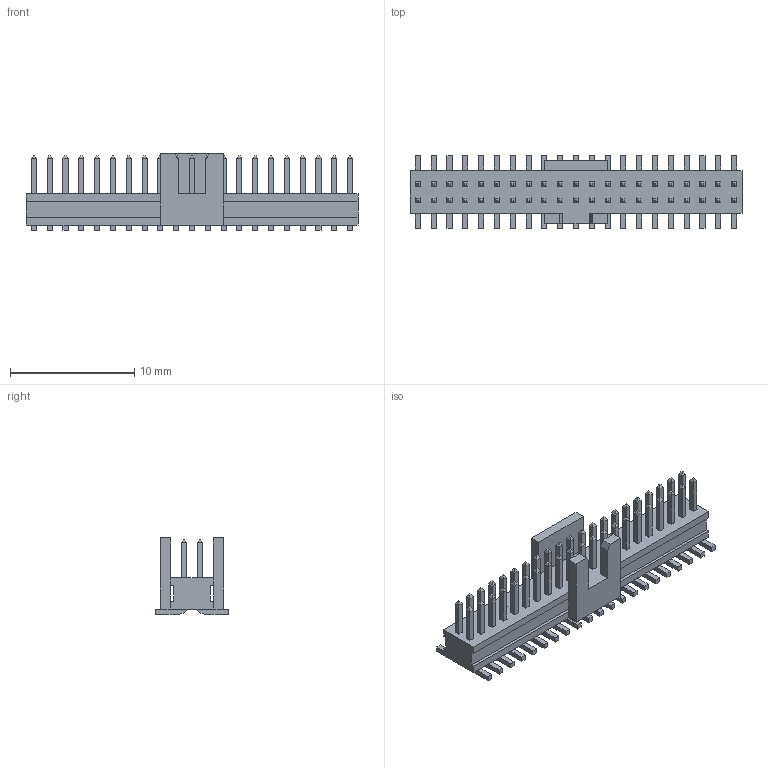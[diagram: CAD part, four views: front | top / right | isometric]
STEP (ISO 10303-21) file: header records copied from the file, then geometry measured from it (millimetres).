
FILE_DESCRIPTION(('FreeCAD Model'),'2;1');
FILE_NAME('Open CASCADE Shape Model','2025-02-16T20:01:07',(''),(''), 'Open CASCADE STEP processor 7.8','FreeCAD','Unknown');
FILE_SCHEMA(('AUTOMOTIVE_DESIGN { 1 0 10303 214 1 1 1 1 }'));
Length unit declared in the file: millimetre
Products named in the file (4): FTSH-121-01-L-DV-K; FTSH-121-01-L-DV-K_body; FTSH-121-01-L-DV-K_pins1; FTSH-121-01-L-DV-K_pins2
Assembly tree (3 placements, depth 2):
  FTSH-121-01-L-DV-K
    FTSH-121-01-L-DV-K_body
    FTSH-121-01-L-DV-K_pins1
    FTSH-121-01-L-DV-K_pins2
Bounding box: 26.67 x 5.84 x 6.12 mm (x, y, z)
Volume: 346.8 mm3; surface area: 1300.2 mm2
Topology: 3 solids, 3 shells, 892 faces, 2472 edges, 1588 vertices
Faces by surface type: plane 850, cylinder 42
Entity records: 27965 total; most frequent: CARTESIAN_POINT 4956, ORIENTED_EDGE 4944, DIRECTION 4348, EDGE_CURVE 2472, LINE 2388, VECTOR 2388, VERTEX_POINT 1588, AXIS2_PLACEMENT_3D 980
